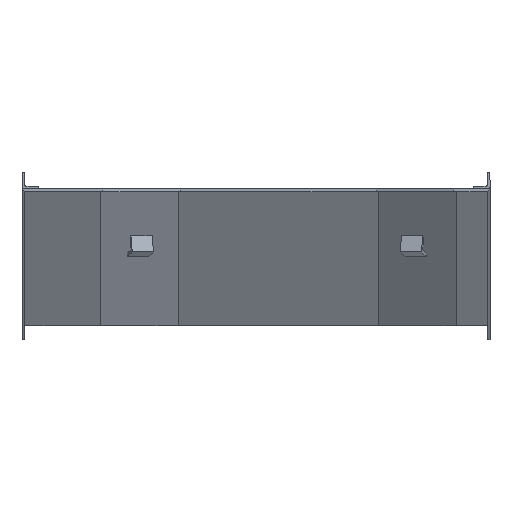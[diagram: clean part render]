
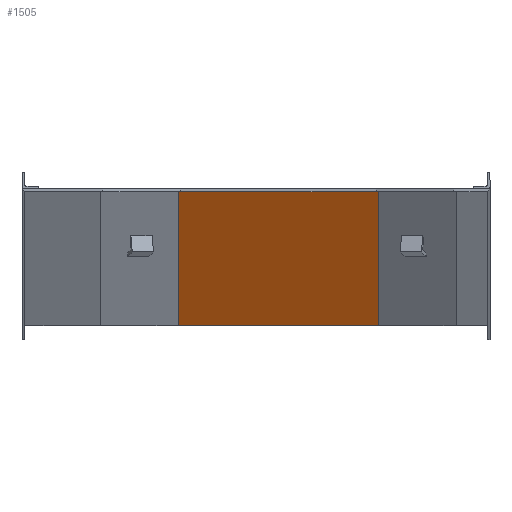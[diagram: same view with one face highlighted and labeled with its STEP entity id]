
A CAD part, top view. The second image highlights one B-rep face of the part: STEP entity #1505.
In plain terms, the highlighted planar face has unit normal (0, -0.5, 0.866).
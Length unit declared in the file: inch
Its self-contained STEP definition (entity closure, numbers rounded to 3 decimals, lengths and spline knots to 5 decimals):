
#8 = VECTOR ( 'NONE', #271, 39.37008 ) ;
#250 = LINE ( 'NONE', #3109, #8 ) ;
#271 = DIRECTION ( 'NONE',  ( -1., 0., 0. ) ) ;
#369 = PLANE ( 'NONE',  #441 ) ;
#383 = VERTEX_POINT ( 'NONE', #1198 ) ;
#441 = AXIS2_PLACEMENT_3D ( 'NONE', #3289, #2429, #857 ) ;
#542 = ORIENTED_EDGE ( 'NONE', *, *, #3264, .F. ) ;
#719 = EDGE_CURVE ( 'NONE', #2643, #2707, #250, .T. ) ;
#857 = DIRECTION ( 'NONE',  ( 0., 0.866, 0.501 ) ) ;
#868 = DIRECTION ( 'NONE',  ( -1., 0., 0. ) ) ;
#876 = VECTOR ( 'NONE', #868, 39.37008 ) ;
#1053 = DIRECTION ( 'NONE',  ( 0., -0.866, -0.501 ) ) ;
#1198 = CARTESIAN_POINT ( 'NONE',  ( 10.96557, -0.25, 0.14424 ) ) ;
#1325 = CARTESIAN_POINT ( 'NONE',  ( -6.96557, -0.12513, 0.21643 ) ) ;
#1353 = CARTESIAN_POINT ( 'NONE',  ( 0., -0.25, 0.14424 ) ) ;
#1357 = LINE ( 'NONE', #1325, #2657 ) ;
#1412 = LINE ( 'NONE', #1353, #876 ) ;
#1505 = ADVANCED_FACE ( 'NONE', ( #1950 ), #369, .F. ) ;
#1644 = VECTOR ( 'NONE', #1053, 39.37008 ) ;
#1863 = CARTESIAN_POINT ( 'NONE',  ( 10.96557, -0.12513, 0.21643 ) ) ;
#1950 = FACE_OUTER_BOUND ( 'NONE', #3338, .T. ) ;
#2178 = ORIENTED_EDGE ( 'NONE', *, *, #2754, .F. ) ;
#2312 = ORIENTED_EDGE ( 'NONE', *, *, #2367, .T. ) ;
#2367 = EDGE_CURVE ( 'NONE', #2707, #3045, #1357, .T. ) ;
#2386 = DIRECTION ( 'NONE',  ( 0., -0.866, -0.501 ) ) ;
#2429 = DIRECTION ( 'NONE',  ( 0., 0.501, -0.866 ) ) ;
#2638 = CARTESIAN_POINT ( 'NONE',  ( -6.96557, 11.75, 7.08174 ) ) ;
#2643 = VERTEX_POINT ( 'NONE', #2840 ) ;
#2657 = VECTOR ( 'NONE', #2386, 39.37008 ) ;
#2671 = LINE ( 'NONE', #1863, #1644 ) ;
#2707 = VERTEX_POINT ( 'NONE', #2638 ) ;
#2754 = EDGE_CURVE ( 'NONE', #2643, #383, #2671, .T. ) ;
#2840 = CARTESIAN_POINT ( 'NONE',  ( 10.96557, 11.75, 7.08174 ) ) ;
#2867 = ORIENTED_EDGE ( 'NONE', *, *, #719, .T. ) ;
#3045 = VERTEX_POINT ( 'NONE', #3097 ) ;
#3097 = CARTESIAN_POINT ( 'NONE',  ( -6.96557, -0.25, 0.14424 ) ) ;
#3109 = CARTESIAN_POINT ( 'NONE',  ( 0., 11.75, 7.08174 ) ) ;
#3264 = EDGE_CURVE ( 'NONE', #383, #3045, #1412, .T. ) ;
#3289 = CARTESIAN_POINT ( 'NONE',  ( 0., -0.12513, 0.21643 ) ) ;
#3338 = EDGE_LOOP ( 'NONE', ( #2312, #542, #2178, #2867 ) ) ;
